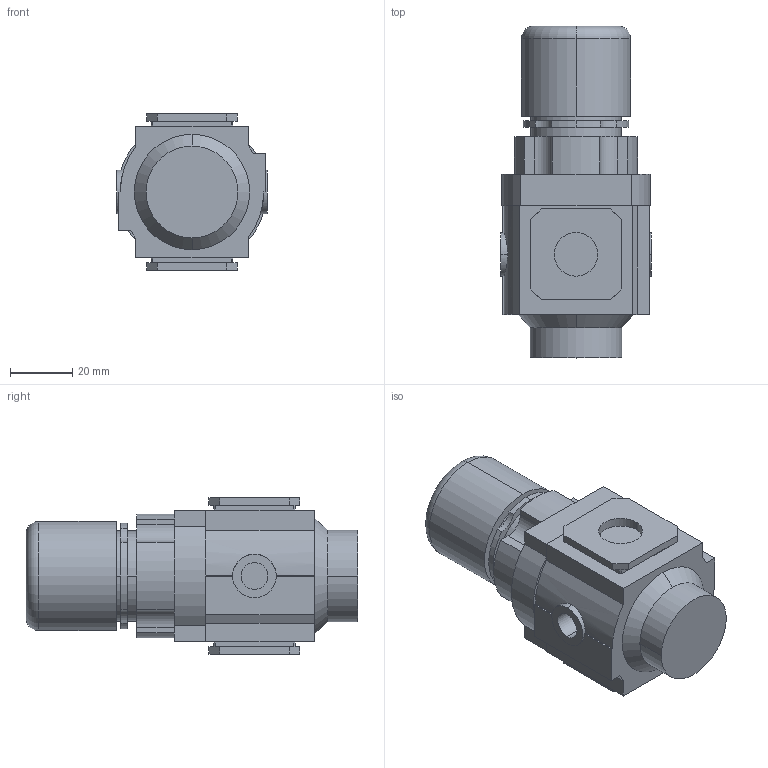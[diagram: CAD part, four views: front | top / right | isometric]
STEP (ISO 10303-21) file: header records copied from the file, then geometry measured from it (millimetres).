
FILE_DESCRIPTION (( 'STEP AP214' ), '1' );
FILE_NAME ('Norgren-R72G-2AK-NMN.step', '2019-03-04T22:28:09', ( '' ), ( '' ), 'SwSTEP 2.0', 'SolidWorks 2019', '' );
FILE_SCHEMA (( 'AUTOMOTIVE_DESIGN' ));
Length unit declared in the file: millimetre
Products named in the file (5): Norgren-R72G-2AK-NMN_R72GR_72g-2; Norgren-R72G-2AK-NMN_R72GR_ss_02; Norgren-R72G-2AK-NMN_R72GR_72k; Norgren-R72G-2AK-NMN; Norgren-R72G-2AK-NMN_R72GR_ss_42
Assembly tree (4 placements, depth 3):
  Norgren-R72G-2AK-NMN
    Norgren-R72G-2AK-NMN_R72GR_72k
      Norgren-R72G-2AK-NMN_R72GR_ss_02
    Norgren-R72G-2AK-NMN_R72GR_72g-2
      Norgren-R72G-2AK-NMN_R72GR_ss_42
Bounding box: 48.4 x 106.5 x 50.25 mm (x, y, z)
Volume: 139554.1 mm3; surface area: 24212.1 mm2
Topology: 2 solids, 2 shells, 126 faces, 328 edges, 218 vertices
Faces by surface type: plane 80, cylinder 42, torus 2, bspline 2
Entity records: 4120 total; most frequent: CARTESIAN_POINT 787, DIRECTION 682, ORIENTED_EDGE 656, EDGE_CURVE 328, LINE 232, VECTOR 232, AXIS2_PLACEMENT_3D 225, VERTEX_POINT 218
